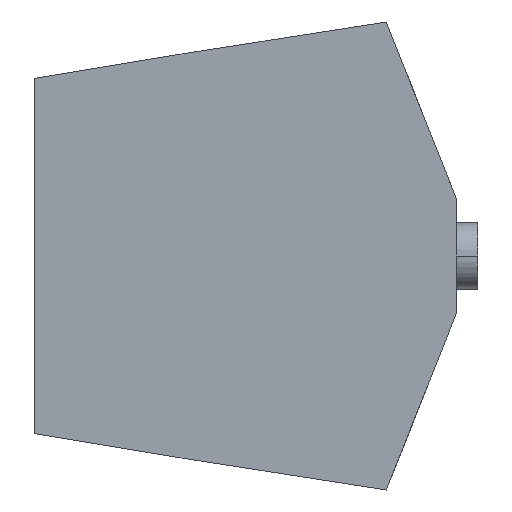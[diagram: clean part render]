
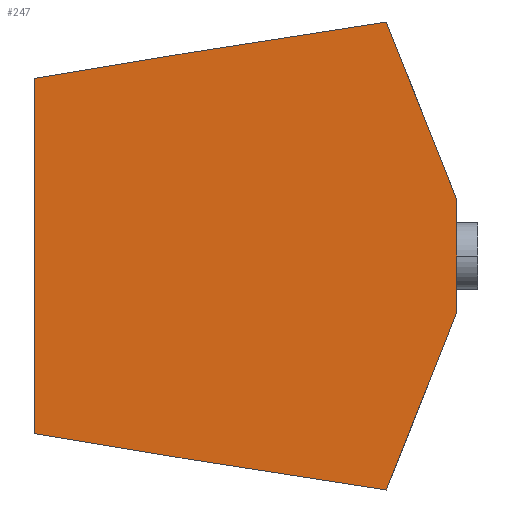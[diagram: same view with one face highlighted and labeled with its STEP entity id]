
A CAD part, left-side view. The second image highlights one B-rep face of the part: STEP entity #247.
In plain terms, the highlighted planar face has unit normal (-1, 0, 0).
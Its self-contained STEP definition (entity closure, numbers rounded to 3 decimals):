
#1=DIRECTION('',(0.,0.,-1.));
#2=VECTOR('',#1,50.419);
#3=CARTESIAN_POINT('',(-32.8,60.,25.209));
#4=LINE('',#3,#2);
#5=DIRECTION('',(0.,-0.369,0.93));
#6=VECTOR('',#5,27.129);
#7=CARTESIAN_POINT('',(-32.8,10.,-33.219));
#8=LINE('',#7,#6);
#9=DIRECTION('',(0.,0.369,0.93));
#10=VECTOR('',#9,27.129);
#11=CARTESIAN_POINT('',(-32.8,0.,8.));
#12=LINE('',#11,#10);
#33=DIRECTION('',(0.,0.,1.));
#34=VECTOR('',#33,16.);
#35=CARTESIAN_POINT('',(-32.8,0.,-8.));
#36=LINE('',#35,#34);
#109=CARTESIAN_POINT('',(-32.8,60.,25.209));
#110=CARTESIAN_POINT('',(-32.8,57.705,25.603));
#111=CARTESIAN_POINT('',(-32.8,52.964,26.406));
#112=CARTESIAN_POINT('',(-32.8,45.41,27.657));
#113=CARTESIAN_POINT('',(-32.8,37.375,28.959));
#114=CARTESIAN_POINT('',(-32.8,28.834,30.316));
#115=CARTESIAN_POINT('',(-32.8,19.757,31.73));
#116=CARTESIAN_POINT('',(-32.8,13.315,32.716));
#117=CARTESIAN_POINT('',(-32.8,10.,33.219));
#124=CARTESIAN_POINT('',(-32.8,10.,-33.219));
#125=CARTESIAN_POINT('',(-32.8,13.315,-32.716));
#126=CARTESIAN_POINT('',(-32.8,19.757,-31.73));
#127=CARTESIAN_POINT('',(-32.8,28.834,-30.316));
#128=CARTESIAN_POINT('',(-32.8,37.375,-28.959));
#129=CARTESIAN_POINT('',(-32.8,45.41,-27.657));
#130=CARTESIAN_POINT('',(-32.8,52.964,-26.406));
#131=CARTESIAN_POINT('',(-32.8,57.705,-25.603));
#132=CARTESIAN_POINT('',(-32.8,60.,-25.209));
#201=CARTESIAN_POINT('',(-32.8,60.,25.209));
#202=CARTESIAN_POINT('',(-32.8,60.,-25.209));
#203=VERTEX_POINT('',#201);
#204=VERTEX_POINT('',#202);
#205=CARTESIAN_POINT('',(-32.8,0.,-8.));
#207=VERTEX_POINT('',#205);
#209=CARTESIAN_POINT('',(-32.8,0.,8.));
#211=VERTEX_POINT('',#209);
#215=VERTEX_POINT('',#117);
#216=VERTEX_POINT('',#124);
#229=CARTESIAN_POINT('',(-32.8,60.,33.219));
#230=DIRECTION('',(1.,0.,0.));
#231=DIRECTION('',(0.,0.,-1.));
#232=AXIS2_PLACEMENT_3D('',#229,#230,#231);
#233=PLANE('',#232);
#235=ORIENTED_EDGE('',*,*,#234,.F.);
#237=ORIENTED_EDGE('',*,*,#236,.F.);
#239=ORIENTED_EDGE('',*,*,#238,.T.);
#240=ORIENTED_EDGE('',*,*,#222,.F.);
#242=ORIENTED_EDGE('',*,*,#241,.T.);
#244=ORIENTED_EDGE('',*,*,#243,.F.);
#245=EDGE_LOOP('',(#235,#237,#239,#240,#242,#244));
#246=FACE_OUTER_BOUND('',#245,.F.);
#247=ADVANCED_FACE('',(#246),#233,.F.);
#118=B_SPLINE_CURVE_WITH_KNOTS('',3,(#109,#110,#111,#112,#113,#114,#115,#116,
#117),.UNSPECIFIED.,.F.,.F.,(4,1,1,1,1,1,4),(0.,0.167,
0.333,0.5,0.667,0.833,1.),
.UNSPECIFIED.);
#133=B_SPLINE_CURVE_WITH_KNOTS('',3,(#124,#125,#126,#127,#128,#129,#130,#131,
#132),.UNSPECIFIED.,.F.,.F.,(4,1,1,1,1,1,4),(0.,0.167,
0.333,0.5,0.667,0.833,1.),
.UNSPECIFIED.);
#222=EDGE_CURVE('',#203,#204,#4,.T.);
#234=EDGE_CURVE('',#207,#211,#36,.T.);
#236=EDGE_CURVE('',#216,#207,#8,.T.);
#238=EDGE_CURVE('',#216,#204,#133,.T.);
#241=EDGE_CURVE('',#203,#215,#118,.T.);
#243=EDGE_CURVE('',#211,#215,#12,.T.);
